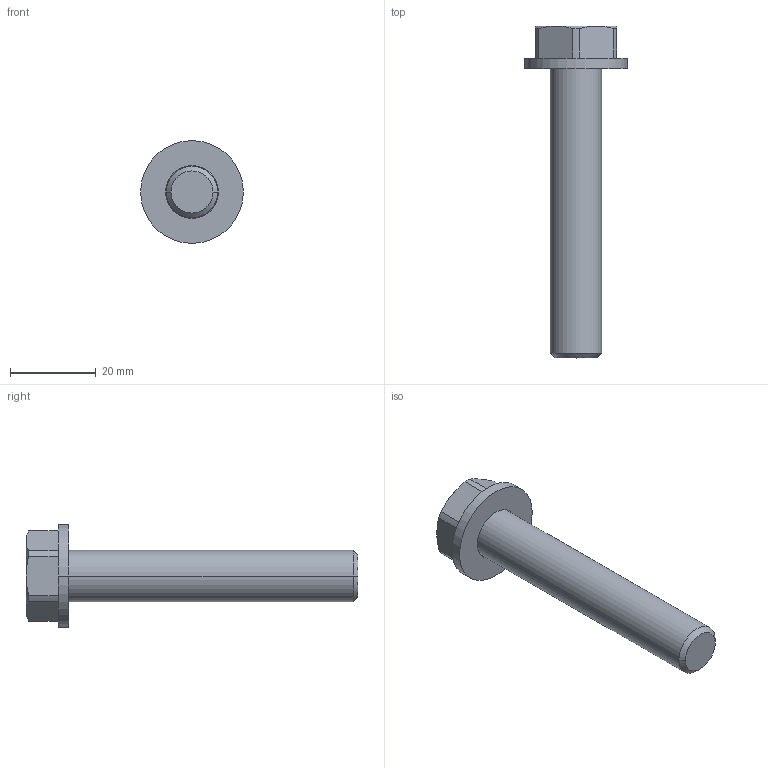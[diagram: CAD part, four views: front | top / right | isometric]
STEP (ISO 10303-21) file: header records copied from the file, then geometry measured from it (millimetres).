
FILE_DESCRIPTION(('STEP AP214'),'1');
FILE_NAME('cctmp_D08709B6-5E72-4ED2-A920-028BE692F296_2024_05_23_13_28_18_0628..stp','2024-05-23T11:28:18',('SIEMENS A&D'),('CADClick - www.CADClick.com'),'Spatial InterOp 3D',' ','unknown authorization');
FILE_SCHEMA(('AUTOMOTIVE_DESIGN'));
Length unit declared in the file: millimetre
Products named in the file (3): cc_unnamed; 2024_05_23_13_28_18_0608; 2024_05_23_13_28_18_0565
Assembly tree (2 placements, depth 2):
  cc_unnamed
    2024_05_23_13_28_18_0608
    2024_05_23_13_28_18_0565
Bounding box: 24 x 77.5 x 24 mm (x, y, z)
Volume: 11056.9 mm3; surface area: 4647.5 mm2
Topology: 2 solids, 2 shells, 33 faces, 75 edges, 47 vertices
Faces by surface type: cylinder 12, plane 11, cone 8, torus 2
Entity records: 1294 total; most frequent: CARTESIAN_POINT 206, DIRECTION 172, ORIENTED_EDGE 150, EDGE_CURVE 75, AXIS2_PLACEMENT_3D 73, VERTEX_POINT 47, CIRCLE 37, EDGE_LOOP 36
